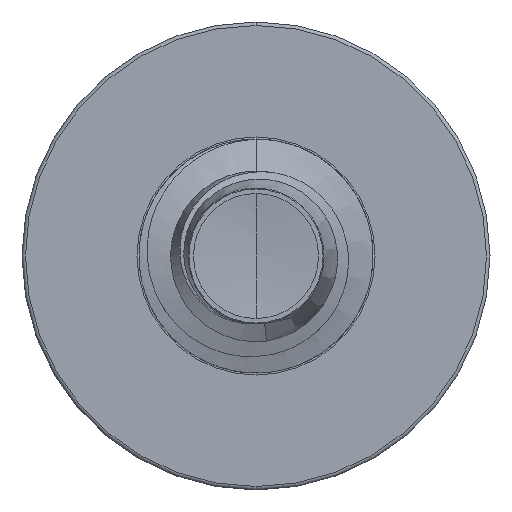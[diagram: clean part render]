
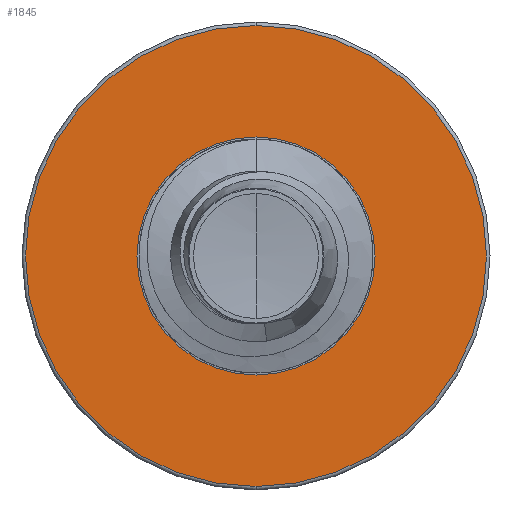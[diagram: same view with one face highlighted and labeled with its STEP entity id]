
A CAD part, front view. The second image highlights one B-rep face of the part: STEP entity #1845.
In plain terms, the highlighted planar face has unit normal (0, -1, 0).
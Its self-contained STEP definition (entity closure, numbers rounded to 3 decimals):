
#260 = DIRECTION ( 'NONE',  ( 0., 0., 1. ) ) ;
#272 = DIRECTION ( 'NONE',  ( 0., 1., 0. ) ) ;
#276 = CARTESIAN_POINT ( 'NONE',  ( 0., 4., 0. ) ) ;
#449 = AXIS2_PLACEMENT_3D ( 'NONE', #6865, #1634, #7659 ) ;
#981 = CIRCLE ( 'NONE', #7596, 1.773 ) ;
#1178 = EDGE_LOOP ( 'NONE', ( #3438, #3546 ) ) ;
#1284 = CARTESIAN_POINT ( 'NONE',  ( 0., 4., -0.916 ) ) ;
#1634 = DIRECTION ( 'NONE',  ( 0., 1., 0. ) ) ;
#1823 = CARTESIAN_POINT ( 'NONE',  ( 0., 4., 1.773 ) ) ;
#1845 = ADVANCED_FACE ( 'NONE', ( #6964, #7208 ), #2653, .F. ) ;
#2376 = VERTEX_POINT ( 'NONE', #1823 ) ;
#2640 = DIRECTION ( 'NONE',  ( 0., 0., 1. ) ) ;
#2650 = DIRECTION ( 'NONE',  ( 0., 1., 0. ) ) ;
#2653 = PLANE ( 'NONE',  #7169 ) ;
#2793 = CARTESIAN_POINT ( 'NONE',  ( 0., 4., -0.916 ) ) ;
#2930 = CIRCLE ( 'NONE', #10026, 1.773 ) ;
#3263 = VERTEX_POINT ( 'NONE', #5984 ) ;
#3378 = ORIENTED_EDGE ( 'NONE', *, *, #7963, .F. ) ;
#3411 = ORIENTED_EDGE ( 'NONE', *, *, #6719, .F. ) ;
#3438 = ORIENTED_EDGE ( 'NONE', *, *, #9467, .T. ) ;
#3546 = ORIENTED_EDGE ( 'NONE', *, *, #9167, .T. ) ;
#3608 = CARTESIAN_POINT ( 'NONE',  ( 0., 4., 0. ) ) ;
#3700 = EDGE_LOOP ( 'NONE', ( #3378, #3411 ) ) ;
#3744 = CIRCLE ( 'NONE', #449, 0.916 ) ;
#3816 = VERTEX_POINT ( 'NONE', #6569 ) ;
#4540 = DIRECTION ( 'NONE',  ( 0., 0., 1. ) ) ;
#4830 = AXIS2_PLACEMENT_3D ( 'NONE', #3608, #9083, #4540 ) ;
#4936 = DIRECTION ( 'NONE',  ( 0., 0., 1. ) ) ;
#4945 = DIRECTION ( 'NONE',  ( 0., 1., 0. ) ) ;
#4959 = CARTESIAN_POINT ( 'NONE',  ( 0., 4., 0. ) ) ;
#5984 = CARTESIAN_POINT ( 'NONE',  ( 0., 4., -1.773 ) ) ;
#6344 = VERTEX_POINT ( 'NONE', #1284 ) ;
#6569 = CARTESIAN_POINT ( 'NONE',  ( 0., 4., 0.916 ) ) ;
#6719 = EDGE_CURVE ( 'NONE', #3263, #2376, #981, .T. ) ;
#6865 = CARTESIAN_POINT ( 'NONE',  ( 0., 4., 0. ) ) ;
#6964 = FACE_OUTER_BOUND ( 'NONE', #3700, .T. ) ;
#7169 = AXIS2_PLACEMENT_3D ( 'NONE', #2793, #2650, #2640 ) ;
#7208 = FACE_BOUND ( 'NONE', #1178, .T. ) ;
#7596 = AXIS2_PLACEMENT_3D ( 'NONE', #276, #272, #260 ) ;
#7659 = DIRECTION ( 'NONE',  ( 0., 0., 1. ) ) ;
#7963 = EDGE_CURVE ( 'NONE', #2376, #3263, #2930, .T. ) ;
#9083 = DIRECTION ( 'NONE',  ( 0., 1., 0. ) ) ;
#9167 = EDGE_CURVE ( 'NONE', #6344, #3816, #3744, .T. ) ;
#9467 = EDGE_CURVE ( 'NONE', #3816, #6344, #10179, .T. ) ;
#10026 = AXIS2_PLACEMENT_3D ( 'NONE', #4959, #4945, #4936 ) ;
#10179 = CIRCLE ( 'NONE', #4830, 0.916 ) ;
